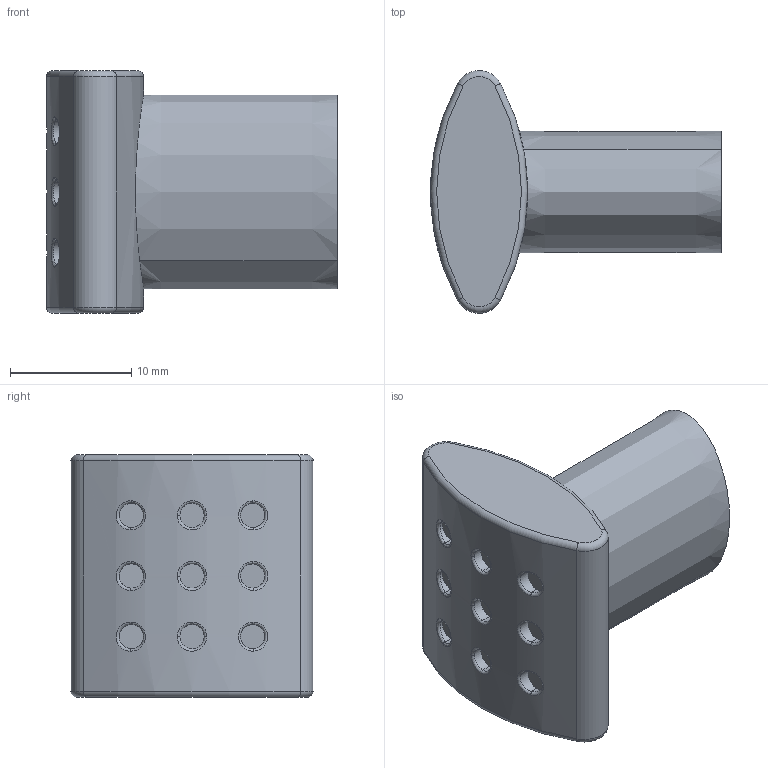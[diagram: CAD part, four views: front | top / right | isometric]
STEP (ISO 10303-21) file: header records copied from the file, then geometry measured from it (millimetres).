
FILE_DESCRIPTION(('Creo Elements/Direct Modeling STEP Export'),'2;1');
FILE_NAME('1314-20.stp','2017-08-30T11:26:34',(''),(''),'Creo Elements/Direct Modeling STEP processor for AP214 (Solid Model)','Creo Elements/Direct Modeling 20.0 12-Nov-2016 (C) Parametric Technology GmbH','');
FILE_SCHEMA(('AUTOMOTIVE_DESIGN { 1 0 10303 214 1 1 1 1 }'));
Length unit declared in the file: millimetre
Products named in the file (1): ZN-3915
Bounding box: 24 x 19.99 x 20 mm (x, y, z)
Volume: 4344.2 mm3; surface area: 1987.7 mm2
Topology: 1 solids, 1 shells, 69 faces, 177 edges, 120 vertices
Faces by surface type: cylinder 26, bspline 18, plane 13, torus 8, extrusion 2, cone 2
Entity records: 7839 total; most frequent: CARTESIAN_POINT 6411, ORIENTED_EDGE 350, DIRECTION 207, EDGE_CURVE 175, VERTEX_POINT 120, AXIS2_PLACEMENT_3D 87, EDGE_LOOP 81, FACE_OUTER_BOUND 69
